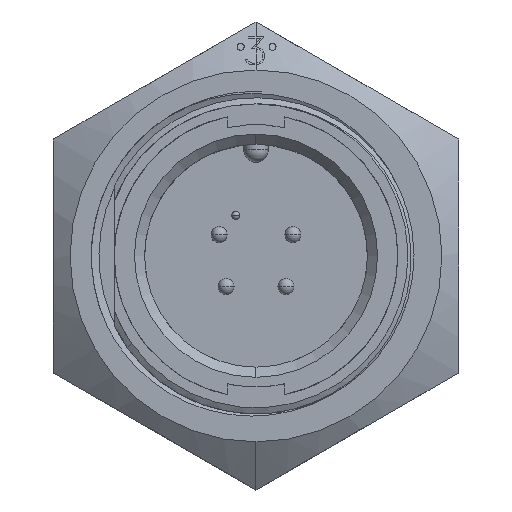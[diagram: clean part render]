
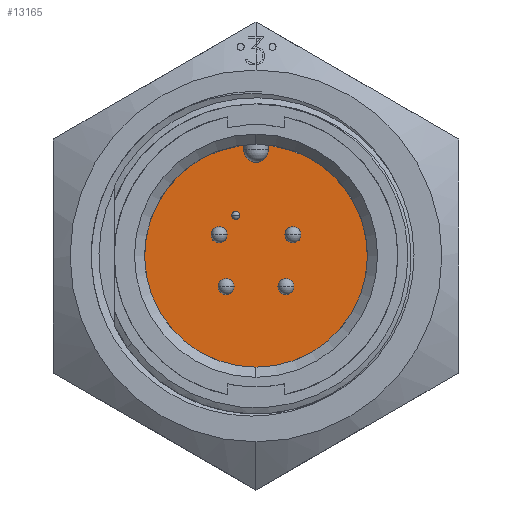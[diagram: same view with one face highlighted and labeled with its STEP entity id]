
A CAD part, top view. The second image highlights one B-rep face of the part: STEP entity #13165.
In plain terms, the highlighted planar face has unit normal (0, 0, 1).
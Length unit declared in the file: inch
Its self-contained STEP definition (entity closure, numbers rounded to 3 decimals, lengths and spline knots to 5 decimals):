
#111 = ORIENTED_EDGE ( 'NONE', *, *, #16192, .F. ) ;
#402 = ORIENTED_EDGE ( 'NONE', *, *, #4147, .F. ) ;
#574 = AXIS2_PLACEMENT_3D ( 'NONE', #17687, #12611, #21245 ) ;
#619 = DIRECTION ( 'NONE',  ( 1., 0., 0. ) ) ;
#821 = ORIENTED_EDGE ( 'NONE', *, *, #2670, .F. ) ;
#831 = ORIENTED_EDGE ( 'NONE', *, *, #2033, .T. ) ;
#1002 = VERTEX_POINT ( 'NONE', #20729 ) ;
#1117 = FACE_BOUND ( 'NONE', #2772, .T. ) ;
#1119 = DIRECTION ( 'NONE',  ( 0., 0., 1. ) ) ;
#1183 = DIRECTION ( 'NONE',  ( 1., 0., 0. ) ) ;
#1332 = VERTEX_POINT ( 'NONE', #1475 ) ;
#1475 = CARTESIAN_POINT ( 'NONE',  ( -0.09374, -0.076, -0.32 ) ) ;
#1573 = LINE ( 'NONE', #9762, #11749 ) ;
#1850 = DIRECTION ( 'NONE',  ( 1., 0., 0. ) ) ;
#1922 = DIRECTION ( 'NONE',  ( 0., 0., 1. ) ) ;
#1947 = DIRECTION ( 'NONE',  ( 1., 0., 0. ) ) ;
#1969 = CARTESIAN_POINT ( 'NONE',  ( -0.11074, 0.052, -0.32 ) ) ;
#2033 = EDGE_CURVE ( 'NONE', #7458, #12741, #6942, .T. ) ;
#2175 = ORIENTED_EDGE ( 'NONE', *, *, #11800, .F. ) ;
#2476 = CARTESIAN_POINT ( 'NONE',  ( 0.091, 0.052, -0.32 ) ) ;
#2561 = DIRECTION ( 'NONE',  ( 1., 0., 0. ) ) ;
#2589 = EDGE_CURVE ( 'NONE', #14999, #18754, #8084, .T. ) ;
#2670 = EDGE_CURVE ( 'NONE', #3912, #8846, #4706, .T. ) ;
#2772 = EDGE_LOOP ( 'NONE', ( #821, #402 ) ) ;
#3047 = CARTESIAN_POINT ( 'NONE',  ( 0.03, 0.261, -0.32 ) ) ;
#3368 = VERTEX_POINT ( 'NONE', #15447 ) ;
#3418 = CARTESIAN_POINT ( 'NONE',  ( 0.074, -0.076, -0.32 ) ) ;
#3487 = DIRECTION ( 'NONE',  ( 1., 0., 0. ) ) ;
#3636 = VERTEX_POINT ( 'NONE', #14480 ) ;
#3761 = CARTESIAN_POINT ( 'NONE',  ( -0.03, 0.27336, -0.32 ) ) ;
#3835 = CARTESIAN_POINT ( 'NONE',  ( -0.05, 0.1, -0.32 ) ) ;
#3912 = VERTEX_POINT ( 'NONE', #1969 ) ;
#4059 = DIRECTION ( 'NONE',  ( 0., 0., -1. ) ) ;
#4108 = DIRECTION ( 'NONE',  ( 1., 0., 0. ) ) ;
#4147 = EDGE_CURVE ( 'NONE', #8846, #3912, #4597, .T. ) ;
#4256 = CARTESIAN_POINT ( 'NONE',  ( -0.04, 0.1, -0.32 ) ) ;
#4475 = DIRECTION ( 'NONE',  ( 0., 0., -1. ) ) ;
#4597 = CIRCLE ( 'NONE', #10221, 0.01974 ) ;
#4677 = AXIS2_PLACEMENT_3D ( 'NONE', #14609, #10958, #2561 ) ;
#4706 = CIRCLE ( 'NONE', #8904, 0.01974 ) ;
#4919 = ORIENTED_EDGE ( 'NONE', *, *, #16857, .F. ) ;
#5157 = EDGE_CURVE ( 'NONE', #6111, #14999, #12181, .T. ) ;
#5361 = EDGE_CURVE ( 'NONE', #3636, #12880, #8298, .T. ) ;
#5453 = CIRCLE ( 'NONE', #10752, 0.01974 ) ;
#5479 = AXIS2_PLACEMENT_3D ( 'NONE', #10969, #7549, #12635 ) ;
#5552 = EDGE_CURVE ( 'NONE', #12741, #7458, #13237, .T. ) ;
#5881 = FACE_OUTER_BOUND ( 'NONE', #6414, .T. ) ;
#6111 = VERTEX_POINT ( 'NONE', #9733 ) ;
#6141 = AXIS2_PLACEMENT_3D ( 'NONE', #2476, #17087, #1947 ) ;
#6330 = CARTESIAN_POINT ( 'NONE',  ( -0.091, 0.052, -0.32 ) ) ;
#6414 = EDGE_LOOP ( 'NONE', ( #13070, #11081, #10228, #18661, #8626 ) ) ;
#6427 = FACE_BOUND ( 'NONE', #20986, .T. ) ;
#6942 = CIRCLE ( 'NONE', #14330, 0.01 ) ;
#7104 = CARTESIAN_POINT ( 'NONE',  ( 0.09374, -0.076, -0.32 ) ) ;
#7243 = AXIS2_PLACEMENT_3D ( 'NONE', #19616, #4475, #21393 ) ;
#7458 = VERTEX_POINT ( 'NONE', #8602 ) ;
#7496 = VECTOR ( 'NONE', #7868, 39.37008 ) ;
#7549 = DIRECTION ( 'NONE',  ( 0., 0., 1. ) ) ;
#7712 = EDGE_CURVE ( 'NONE', #3368, #18754, #13915, .T. ) ;
#7760 = CARTESIAN_POINT ( 'NONE',  ( 0., 0., -0.32 ) ) ;
#7868 = DIRECTION ( 'NONE',  ( 0., 1., 0. ) ) ;
#8084 = LINE ( 'NONE', #11402, #7496 ) ;
#8298 = CIRCLE ( 'NONE', #20660, 0.01974 ) ;
#8602 = CARTESIAN_POINT ( 'NONE',  ( -0.06, 0.1, -0.32 ) ) ;
#8626 = ORIENTED_EDGE ( 'NONE', *, *, #7712, .T. ) ;
#8631 = AXIS2_PLACEMENT_3D ( 'NONE', #10906, #12564, #1183 ) ;
#8711 = ORIENTED_EDGE ( 'NONE', *, *, #12720, .F. ) ;
#8846 = VERTEX_POINT ( 'NONE', #14526 ) ;
#8904 = AXIS2_PLACEMENT_3D ( 'NONE', #6330, #1119, #14494 ) ;
#8967 = AXIS2_PLACEMENT_3D ( 'NONE', #18461, #10158, #12034 ) ;
#9494 = EDGE_CURVE ( 'NONE', #10830, #1332, #12076, .T. ) ;
#9680 = CARTESIAN_POINT ( 'NONE',  ( 0.11074, 0.052, -0.32 ) ) ;
#9733 = CARTESIAN_POINT ( 'NONE',  ( -0.03, 0.261, -0.32 ) ) ;
#9747 = ORIENTED_EDGE ( 'NONE', *, *, #9494, .F. ) ;
#9762 = CARTESIAN_POINT ( 'NONE',  ( -0.03, 0.27336, -0.32 ) ) ;
#10158 = DIRECTION ( 'NONE',  ( 0., 0., 1. ) ) ;
#10221 = AXIS2_PLACEMENT_3D ( 'NONE', #11767, #1922, #3487 ) ;
#10228 = ORIENTED_EDGE ( 'NONE', *, *, #10371, .F. ) ;
#10371 = EDGE_CURVE ( 'NONE', #17107, #6111, #1573, .T. ) ;
#10752 = AXIS2_PLACEMENT_3D ( 'NONE', #3418, #15238, #1850 ) ;
#10830 = VERTEX_POINT ( 'NONE', #16417 ) ;
#10906 = CARTESIAN_POINT ( 'NONE',  ( 0.091, 0.052, -0.32 ) ) ;
#10958 = DIRECTION ( 'NONE',  ( 0., 0., 1. ) ) ;
#10969 = CARTESIAN_POINT ( 'NONE',  ( 0., 0.261, -0.32 ) ) ;
#11081 = ORIENTED_EDGE ( 'NONE', *, *, #5157, .F. ) ;
#11183 = FACE_BOUND ( 'NONE', #18312, .T. ) ;
#11402 = CARTESIAN_POINT ( 'NONE',  ( 0.03, 0.27336, -0.32 ) ) ;
#11749 = VECTOR ( 'NONE', #13293, 39.37008 ) ;
#11767 = CARTESIAN_POINT ( 'NONE',  ( -0.091, 0.052, -0.32 ) ) ;
#11800 = EDGE_CURVE ( 'NONE', #1332, #10830, #19537, .T. ) ;
#12034 = DIRECTION ( 'NONE',  ( 1., 0., 0. ) ) ;
#12076 = CIRCLE ( 'NONE', #4677, 0.01974 ) ;
#12181 = CIRCLE ( 'NONE', #5479, 0.03 ) ;
#12239 = CIRCLE ( 'NONE', #574, 0.275 ) ;
#12268 = ORIENTED_EDGE ( 'NONE', *, *, #5361, .F. ) ;
#12564 = DIRECTION ( 'NONE',  ( 0., 0., 1. ) ) ;
#12611 = DIRECTION ( 'NONE',  ( 0., 0., 1. ) ) ;
#12635 = DIRECTION ( 'NONE',  ( 1., 0., 0. ) ) ;
#12720 = EDGE_CURVE ( 'NONE', #18833, #1002, #18127, .T. ) ;
#12741 = VERTEX_POINT ( 'NONE', #4256 ) ;
#12880 = VERTEX_POINT ( 'NONE', #7104 ) ;
#13070 = ORIENTED_EDGE ( 'NONE', *, *, #2589, .F. ) ;
#13159 = DIRECTION ( 'NONE',  ( 0., 0., 1. ) ) ;
#13165 = ADVANCED_FACE ( 'NONE', ( #14270, #5881, #1117, #6427, #11183, #16259 ), #21253, .T. ) ;
#13211 = EDGE_LOOP ( 'NONE', ( #17734, #831 ) ) ;
#13237 = CIRCLE ( 'NONE', #7243, 0.01 ) ;
#13293 = DIRECTION ( 'NONE',  ( 0., -1., 0. ) ) ;
#13519 = EDGE_LOOP ( 'NONE', ( #2175, #9747 ) ) ;
#13871 = CARTESIAN_POINT ( 'NONE',  ( 0.03, 0.27336, -0.32 ) ) ;
#13915 = CIRCLE ( 'NONE', #8967, 0.275 ) ;
#14218 = AXIS2_PLACEMENT_3D ( 'NONE', #15805, #19032, #4108 ) ;
#14270 = FACE_BOUND ( 'NONE', #13211, .T. ) ;
#14330 = AXIS2_PLACEMENT_3D ( 'NONE', #3835, #4059, #619 ) ;
#14480 = CARTESIAN_POINT ( 'NONE',  ( 0.05426, -0.076, -0.32 ) ) ;
#14494 = DIRECTION ( 'NONE',  ( 1., 0., 0. ) ) ;
#14526 = CARTESIAN_POINT ( 'NONE',  ( -0.07126, 0.052, -0.32 ) ) ;
#14609 = CARTESIAN_POINT ( 'NONE',  ( -0.074, -0.076, -0.32 ) ) ;
#14999 = VERTEX_POINT ( 'NONE', #3047 ) ;
#15238 = DIRECTION ( 'NONE',  ( 0., 0., 1. ) ) ;
#15447 = CARTESIAN_POINT ( 'NONE',  ( 0., -0.275, -0.32 ) ) ;
#15805 = CARTESIAN_POINT ( 'NONE',  ( -0.074, -0.076, -0.32 ) ) ;
#16192 = EDGE_CURVE ( 'NONE', #12880, #3636, #5453, .T. ) ;
#16259 = FACE_BOUND ( 'NONE', #13519, .T. ) ;
#16417 = CARTESIAN_POINT ( 'NONE',  ( -0.05426, -0.076, -0.32 ) ) ;
#16857 = EDGE_CURVE ( 'NONE', #1002, #18833, #21380, .T. ) ;
#17087 = DIRECTION ( 'NONE',  ( 0., 0., 1. ) ) ;
#17107 = VERTEX_POINT ( 'NONE', #3761 ) ;
#17687 = CARTESIAN_POINT ( 'NONE',  ( 0., 0., -0.32 ) ) ;
#17734 = ORIENTED_EDGE ( 'NONE', *, *, #5552, .T. ) ;
#17774 = AXIS2_PLACEMENT_3D ( 'NONE', #7760, #13159, #19915 ) ;
#17944 = CARTESIAN_POINT ( 'NONE',  ( 0.074, -0.076, -0.32 ) ) ;
#18127 = CIRCLE ( 'NONE', #6141, 0.01974 ) ;
#18160 = DIRECTION ( 'NONE',  ( 0., 0., 1. ) ) ;
#18275 = DIRECTION ( 'NONE',  ( 1., 0., 0. ) ) ;
#18312 = EDGE_LOOP ( 'NONE', ( #12268, #111 ) ) ;
#18461 = CARTESIAN_POINT ( 'NONE',  ( 0., 0., -0.32 ) ) ;
#18506 = EDGE_CURVE ( 'NONE', #17107, #3368, #12239, .T. ) ;
#18661 = ORIENTED_EDGE ( 'NONE', *, *, #18506, .T. ) ;
#18754 = VERTEX_POINT ( 'NONE', #13871 ) ;
#18833 = VERTEX_POINT ( 'NONE', #9680 ) ;
#19032 = DIRECTION ( 'NONE',  ( 0., 0., 1. ) ) ;
#19537 = CIRCLE ( 'NONE', #14218, 0.01974 ) ;
#19616 = CARTESIAN_POINT ( 'NONE',  ( -0.05, 0.1, -0.32 ) ) ;
#19915 = DIRECTION ( 'NONE',  ( 1., 0., 0. ) ) ;
#20660 = AXIS2_PLACEMENT_3D ( 'NONE', #17944, #18160, #18275 ) ;
#20729 = CARTESIAN_POINT ( 'NONE',  ( 0.07126, 0.052, -0.32 ) ) ;
#20986 = EDGE_LOOP ( 'NONE', ( #4919, #8711 ) ) ;
#21245 = DIRECTION ( 'NONE',  ( 1., 0., 0. ) ) ;
#21253 = PLANE ( 'NONE',  #17774 ) ;
#21380 = CIRCLE ( 'NONE', #8631, 0.01974 ) ;
#21393 = DIRECTION ( 'NONE',  ( 1., 0., 0. ) ) ;
